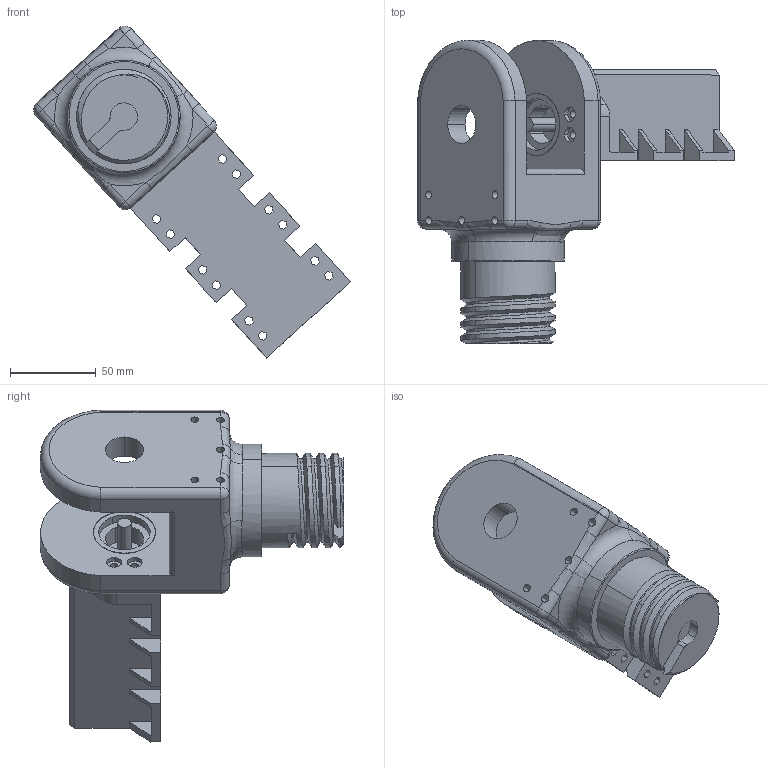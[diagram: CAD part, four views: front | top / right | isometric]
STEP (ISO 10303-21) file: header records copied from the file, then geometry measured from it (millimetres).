
FILE_DESCRIPTION (( 'STEP AP203' ), '1' );
FILE_NAME ('newww_rotating_plate_Default_sldprt.STEP', '2025-02-18T11:27:02', ( '' ), ( '' ), 'SwSTEP 2.0', 'SolidWorks 2024', '' );
FILE_SCHEMA (( 'CONFIG_CONTROL_DESIGN' ));
Length unit declared in the file: millimetre
Products named in the file (1): newww_rotating_plate_Default_sldprt
Bounding box: 184.56 x 176.67 x 193.41 mm (x, y, z)
Volume: 772610.3 mm3; surface area: 107686.2 mm2
Topology: 3 solids, 3 shells, 266 faces, 746 edges, 484 vertices
Faces by surface type: plane 150, cylinder 85, bspline 17, torus 7, sphere 5, cone 2
Entity records: 11289 total; most frequent: CARTESIAN_POINT 4354, ORIENTED_EDGE 1486, DIRECTION 1340, EDGE_CURVE 743, LINE 490, VECTOR 490, VERTEX_POINT 484, AXIS2_PLACEMENT_3D 425
